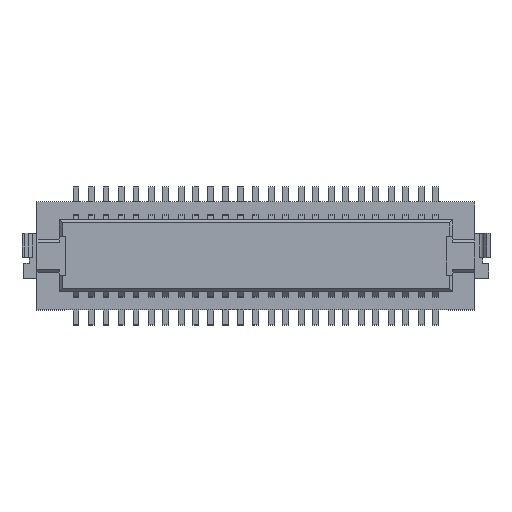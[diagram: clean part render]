
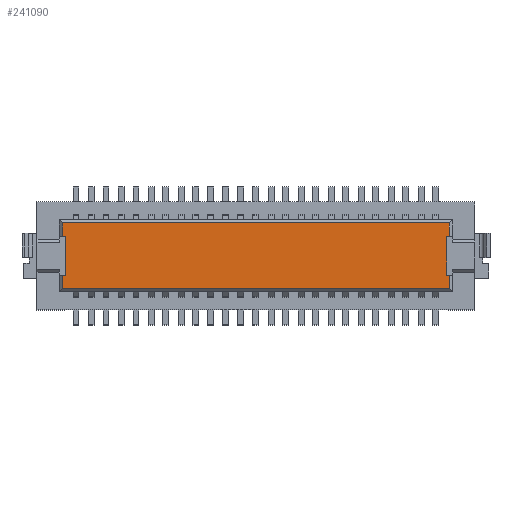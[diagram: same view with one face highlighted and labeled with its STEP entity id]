
A CAD part, top view. The second image highlights one B-rep face of the part: STEP entity #241090.
In plain terms, the highlighted planar face has unit normal (0, 0, 1).
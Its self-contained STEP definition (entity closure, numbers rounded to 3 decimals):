
#124410=CARTESIAN_POINT('',(-5.35,2.15,2.7));
#124420=VERTEX_POINT('',#124410);
#124500=CARTESIAN_POINT('',(-5.35,2.6,2.7));
#124510=VERTEX_POINT('',#124500);
#124540=CARTESIAN_POINT('',(-5.35,0.,2.7));
#124550=DIRECTION('',(-0.,-1.,0.));
#124560=VECTOR('',#124550,1.);
#124570=LINE('',#124540,#124560);
#124580=EDGE_CURVE('',#124510,#124420,#124570,.T.);
#124720=CARTESIAN_POINT('',(-5.25,2.15,2.7));
#124730=VERTEX_POINT('',#124720);
#124790=CARTESIAN_POINT('',(2.5,2.15,2.7));
#124800=DIRECTION('',(1.,-0.,-0.));
#124810=VECTOR('',#124800,1.);
#124820=LINE('',#124790,#124810);
#124830=EDGE_CURVE('',#124420,#124730,#124820,.T.);
#124970=CARTESIAN_POINT('',(-5.25,0.85,2.7));
#124980=VERTEX_POINT('',#124970);
#125030=CARTESIAN_POINT('',(-5.25,0.,2.7));
#125040=DIRECTION('',(-0.,-1.,0.));
#125050=VECTOR('',#125040,1.);
#125060=LINE('',#125030,#125050);
#125070=EDGE_CURVE('',#124730,#124980,#125060,.T.);
#125230=CARTESIAN_POINT('',(-5.35,0.4,2.7));
#125240=VERTEX_POINT('',#125230);
#125390=CARTESIAN_POINT('',(-5.35,0.85,2.7));
#125400=VERTEX_POINT('',#125390);
#125430=CARTESIAN_POINT('',(-5.35,0.,2.7));
#125440=DIRECTION('',(-0.,-1.,0.));
#125450=VECTOR('',#125440,1.);
#125460=LINE('',#125430,#125450);
#125470=EDGE_CURVE('',#125400,#125240,#125460,.T.);
#126070=CARTESIAN_POINT('',(2.5,0.85,2.7));
#126080=DIRECTION('',(-1.,-0.,0.));
#126090=VECTOR('',#126080,1.);
#126100=LINE('',#126070,#126090);
#126110=EDGE_CURVE('',#124980,#125400,#126100,.T.);
#235240=CARTESIAN_POINT('',(7.55,0.85,2.7));
#235250=VERTEX_POINT('',#235240);
#235330=CARTESIAN_POINT('',(7.55,0.4,2.7));
#235340=VERTEX_POINT('',#235330);
#235370=CARTESIAN_POINT('',(7.55,0.,2.7));
#235380=DIRECTION('',(-0.,1.,-0.));
#235390=VECTOR('',#235380,1.);
#235400=LINE('',#235370,#235390);
#235410=EDGE_CURVE('',#235340,#235250,#235400,.T.);
#235550=CARTESIAN_POINT('',(7.45,0.85,2.7));
#235560=VERTEX_POINT('',#235550);
#235620=CARTESIAN_POINT('',(2.5,0.85,2.7));
#235630=DIRECTION('',(-1.,-0.,0.));
#235640=VECTOR('',#235630,1.);
#235650=LINE('',#235620,#235640);
#235660=EDGE_CURVE('',#235250,#235560,#235650,.T.);
#235800=CARTESIAN_POINT('',(7.45,2.15,2.7));
#235810=VERTEX_POINT('',#235800);
#235860=CARTESIAN_POINT('',(7.45,0.,2.7));
#235870=DIRECTION('',(-0.,1.,-0.));
#235880=VECTOR('',#235870,1.);
#235890=LINE('',#235860,#235880);
#235900=EDGE_CURVE('',#235560,#235810,#235890,.T.);
#236040=CARTESIAN_POINT('',(7.55,2.15,2.7));
#236050=VERTEX_POINT('',#236040);
#236110=CARTESIAN_POINT('',(2.5,2.15,2.7));
#236120=DIRECTION('',(1.,-0.,-0.));
#236130=VECTOR('',#236120,1.);
#236140=LINE('',#236110,#236130);
#236150=EDGE_CURVE('',#235810,#236050,#236140,.T.);
#236290=CARTESIAN_POINT('',(7.55,2.6,2.7));
#236300=VERTEX_POINT('',#236290);
#236350=CARTESIAN_POINT('',(7.55,0.,2.7));
#236360=DIRECTION('',(-0.,1.,-0.));
#236370=VECTOR('',#236360,1.);
#236380=LINE('',#236350,#236370);
#236390=EDGE_CURVE('',#236050,#236300,#236380,.T.);
#240760=CARTESIAN_POINT('',(2.5,2.6,2.7));
#240770=DIRECTION('',(-1.,-0.,0.));
#240780=VECTOR('',#240770,1.);
#240790=LINE('',#240760,#240780);
#240800=EDGE_CURVE('',#236300,#124510,#240790,.T.);
#240850=CARTESIAN_POINT('',(-5.684,0.333,2.7));
#240860=DIRECTION('',(0.,0.,1.));
#240870=DIRECTION('',(1.,0.,-0.));
#240880=AXIS2_PLACEMENT_3D('',#240850,#240860,#240870);
#240890=PLANE('',#240880);
#240900=ORIENTED_EDGE('',*,*,#125470,.T.);
#240910=ORIENTED_EDGE('',*,*,#126110,.T.);
#240920=ORIENTED_EDGE('',*,*,#125070,.T.);
#240930=ORIENTED_EDGE('',*,*,#124830,.T.);
#240940=ORIENTED_EDGE('',*,*,#124580,.T.);
#240950=ORIENTED_EDGE('',*,*,#240800,.T.);
#240960=ORIENTED_EDGE('',*,*,#236390,.T.);
#240970=ORIENTED_EDGE('',*,*,#236150,.T.);
#240980=ORIENTED_EDGE('',*,*,#235900,.T.);
#240990=ORIENTED_EDGE('',*,*,#235660,.T.);
#241000=ORIENTED_EDGE('',*,*,#235410,.T.);
#241010=CARTESIAN_POINT('',(2.5,0.4,2.7));
#241020=DIRECTION('',(1.,0.,0.));
#241030=VECTOR('',#241020,1.);
#241040=LINE('',#241010,#241030);
#241050=EDGE_CURVE('',#125240,#235340,#241040,.T.);
#241060=ORIENTED_EDGE('',*,*,#241050,.T.);
#241070=EDGE_LOOP('',(#241060,#241000,#240990,#240980,#240970,#240960,
#240950,#240940,#240930,#240920,#240910,#240900));
#241080=FACE_OUTER_BOUND('',#241070,.T.);
#241090=ADVANCED_FACE('',(#241080),#240890,.T.);
